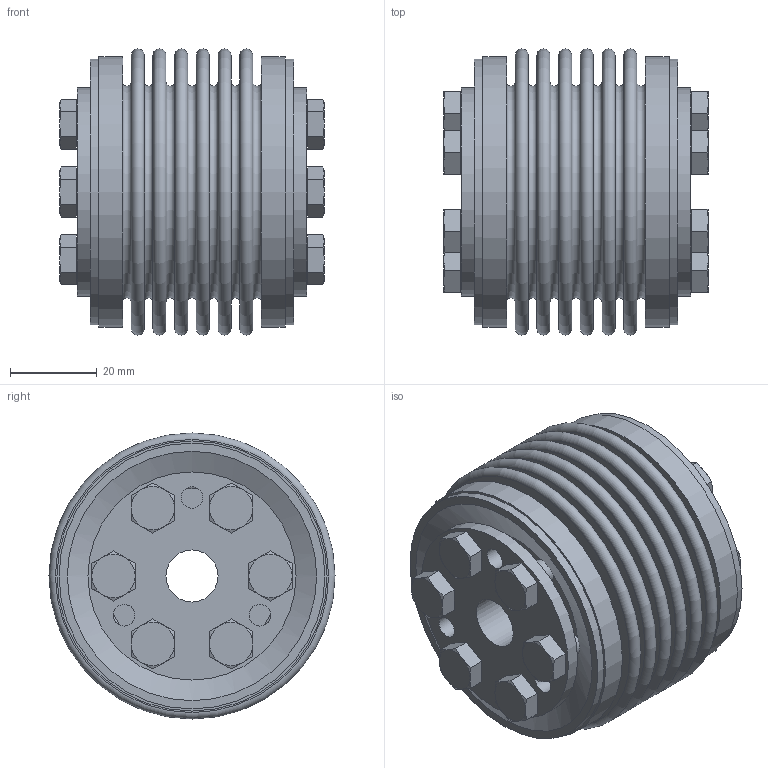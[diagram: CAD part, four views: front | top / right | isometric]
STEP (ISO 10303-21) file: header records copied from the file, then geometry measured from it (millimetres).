
FILE_DESCRIPTION( ( 'Unknown' ), '1' );
FILE_NAME( 'KSD 60.stp', 'Unknown', ( 'Unknown' ), ( 'Unknown' ), 'PSStep 10.1', 'Unknown', ' ' );
FILE_SCHEMA( ( 'AUTOMOTIVE_DESIGN { 1 0 10303 214 1 1 1 1 }' ) );
Length unit declared in the file: millimetre
Products named in the file (1): 20703010
Bounding box: 61 x 66 x 66 mm (x, y, z)
Volume: 98431.1 mm3; surface area: 77265.3 mm2
Topology: 1 solids, 1 shells, 344 faces, 808 edges, 520 vertices
Faces by surface type: plane 170, cone 78, cylinder 66, torus 30
Full cylindrical faces by diameter (mm): 5 x18, 6 x12, 6.4 x12, 8.7 x12, 12 x2, 28.5 x2, 44 x2, 48 x2, 61.3 x2, 62.3 x2
Entity records: 12340 total; most frequent: CARTESIAN_POINT 2489, DIRECTION 1466, ORIENTED_EDGE 1292, AXIS2_PLACEMENT_3D 661, EDGE_CURVE 646, EDGE_LOOP 538, VERTEX_POINT 460, FACE_OUTER_BOUND 440
